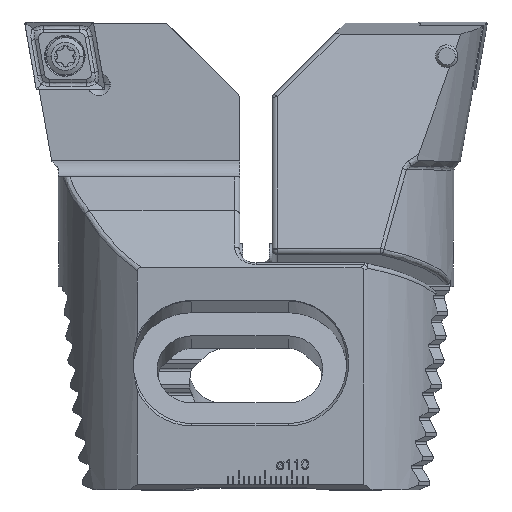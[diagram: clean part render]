
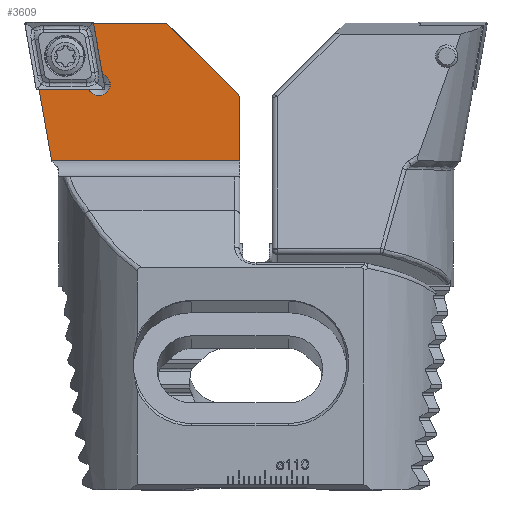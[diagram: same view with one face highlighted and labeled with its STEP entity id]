
A CAD part, top view. The second image highlights one B-rep face of the part: STEP entity #3609.
In plain terms, the highlighted planar face has unit normal (0, 0, 1).
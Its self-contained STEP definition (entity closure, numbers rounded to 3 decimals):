
#1282 = EDGE_CURVE ( 'NONE', #3664, #3656, #13332, .T. ) ;
#1283 = EDGE_CURVE ( 'NONE', #7457, #3664, #13328, .T. ) ;
#1284 = EDGE_CURVE ( 'NONE', #3545, #3667, #13335, .T. ) ;
#1285 = EDGE_CURVE ( 'NONE', #3666, #3667, #13338, .T. ) ;
#1286 = EDGE_CURVE ( 'NONE', #7121, #3666, #13340, .T. ) ;
#1287 = EDGE_CURVE ( 'NONE', #3656, #7199, #13344, .T. ) ;
#1758 = CARTESIAN_POINT ( 'NONE',  ( 39.25, -14.305, -0.3 ) ) ;
#1793 = DIRECTION ( 'NONE',  ( 0., 0., -1. ) ) ;
#1839 = CARTESIAN_POINT ( 'NONE',  ( 40.25, -13.891, -0.3 ) ) ;
#1847 = DIRECTION ( 'NONE',  ( -0.707, 0.707, 0. ) ) ;
#1867 = DIRECTION ( 'NONE',  ( 0., -1., 0. ) ) ;
#2358 = EDGE_CURVE ( 'NONE', #7457, #3233, #4830, .T. ) ;
#2620 = AXIS2_PLACEMENT_3D ( 'NONE', #8056, #8055, #8054 ) ;
#2679 = AXIS2_PLACEMENT_3D ( 'NONE', #4179, #4590, #4173 ) ;
#2834 = EDGE_CURVE ( 'NONE', #3541, #3545, #9447, .T. ) ;
#2842 = EDGE_CURVE ( 'NONE', #3541, #3233, #9455, .T. ) ;
#3233 = VERTEX_POINT ( 'NONE', #6625 ) ;
#3541 = VERTEX_POINT ( 'NONE', #8127 ) ;
#3545 = VERTEX_POINT ( 'NONE', #8121 ) ;
#3609 = ADVANCED_FACE ( 'NONE', ( #7779 ), #8059, .T. ) ;
#3656 = VERTEX_POINT ( 'NONE', #8246 ) ;
#3664 = VERTEX_POINT ( 'NONE', #8245 ) ;
#3666 = VERTEX_POINT ( 'NONE', #8250 ) ;
#3667 = VERTEX_POINT ( 'NONE', #8204 ) ;
#3903 = ORIENTED_EDGE ( 'NONE', *, *, #13035, .F. ) ;
#3972 = ORIENTED_EDGE ( 'NONE', *, *, #1286, .F. ) ;
#4107 = CARTESIAN_POINT ( 'NONE',  ( 77.145, -12.663, -0.3 ) ) ;
#4173 = DIRECTION ( 'NONE',  ( 0., -1., 0. ) ) ;
#4176 = DIRECTION ( 'NONE',  ( 1., 0., 0. ) ) ;
#4179 = CARTESIAN_POINT ( 'NONE',  ( 13.867, -11.7, -0.3 ) ) ;
#4230 = DIRECTION ( 'NONE',  ( -0.174, 0.985, 0. ) ) ;
#4318 = CARTESIAN_POINT ( 'NONE',  ( 77.145, -26., -0.3 ) ) ;
#4590 = DIRECTION ( 'NONE',  ( 0., 0., 1. ) ) ;
#4621 = CARTESIAN_POINT ( 'NONE',  ( 77.145, -0.2, -0.3 ) ) ;
#4639 = DIRECTION ( 'NONE',  ( -0.174, 0.985, 0. ) ) ;
#4642 = DIRECTION ( 'NONE',  ( -1., 0., 0. ) ) ;
#4643 = DIRECTION ( 'NONE',  ( -1., 0., 0. ) ) ;
#4644 = CARTESIAN_POINT ( 'NONE',  ( 14.757, -11.201, -0.3 ) ) ;
#4652 = CARTESIAN_POINT ( 'NONE',  ( 0.432, 0., -0.3 ) ) ;
#4830 = LINE ( 'NONE', #5347, #4833 ) ;
#4833 = VECTOR ( 'NONE', #5348, 1000. ) ;
#5347 = CARTESIAN_POINT ( 'NONE',  ( 40.25, -26.106, -0.3 ) ) ;
#5348 = DIRECTION ( 'NONE',  ( 0., 1., 0. ) ) ;
#5456 = ORIENTED_EDGE ( 'NONE', *, *, #1282, .F. ) ;
#5529 = ORIENTED_EDGE ( 'NONE', *, *, #2358, .T. ) ;
#5530 = ORIENTED_EDGE ( 'NONE', *, *, #1283, .F. ) ;
#6046 = AXIS2_PLACEMENT_3D ( 'NONE', #11938, #11940, #11942 ) ;
#6625 = CARTESIAN_POINT ( 'NONE',  ( 40.25, -14.305, -0.3 ) ) ;
#7015 = ORIENTED_EDGE ( 'NONE', *, *, #2834, .T. ) ;
#7017 = ORIENTED_EDGE ( 'NONE', *, *, #2842, .F. ) ;
#7121 = VERTEX_POINT ( 'NONE', #9388 ) ;
#7199 = VERTEX_POINT ( 'NONE', #9190 ) ;
#7457 = VERTEX_POINT ( 'NONE', #9404 ) ;
#7779 = FACE_OUTER_BOUND ( 'NONE', #10326, .T. ) ;
#8054 = DIRECTION ( 'NONE',  ( 0., -1., 0. ) ) ;
#8055 = DIRECTION ( 'NONE',  ( 0., 0., 1. ) ) ;
#8056 = CARTESIAN_POINT ( 'NONE',  ( 77.145, -0.2, -0.3 ) ) ;
#8059 = PLANE ( 'NONE',  #2620 ) ;
#8121 = CARTESIAN_POINT ( 'NONE',  ( 26.559, -0.2, -0.3 ) ) ;
#8127 = CARTESIAN_POINT ( 'NONE',  ( 39.957, -13.598, -0.3 ) ) ;
#8204 = CARTESIAN_POINT ( 'NONE',  ( 12.817, -0.2, -0.3 ) ) ;
#8245 = CARTESIAN_POINT ( 'NONE',  ( 5.017, -26., -0.3 ) ) ;
#8246 = CARTESIAN_POINT ( 'NONE',  ( 2.665, -12.663, -0.3 ) ) ;
#8250 = CARTESIAN_POINT ( 'NONE',  ( 14.491, -9.695, -0.3 ) ) ;
#9190 = CARTESIAN_POINT ( 'NONE',  ( 12.001, -12.663, -0.3 ) ) ;
#9388 = CARTESIAN_POINT ( 'NONE',  ( 15.967, -11.7, -0.3 ) ) ;
#9404 = CARTESIAN_POINT ( 'NONE',  ( 40.25, -26., -0.3 ) ) ;
#9445 = VECTOR ( 'NONE', #1847, 1000. ) ;
#9447 = LINE ( 'NONE', #1839, #9445 ) ;
#9455 = CIRCLE ( 'NONE', #9753, 1. ) ;
#9753 = AXIS2_PLACEMENT_3D ( 'NONE', #1758, #1793, #1867 ) ;
#10137 = CIRCLE ( 'NONE', #6046, 2.1 ) ;
#10326 = EDGE_LOOP ( 'NONE', ( #5456, #5530, #5529, #7017, #7015, #13637, #13630, #3972, #3903, #13718 ) ) ;
#11938 = CARTESIAN_POINT ( 'NONE',  ( 13.867, -11.7, -0.3 ) ) ;
#11940 = DIRECTION ( 'NONE',  ( 0., 0., 1. ) ) ;
#11942 = DIRECTION ( 'NONE',  ( 0., -1., 0. ) ) ;
#13035 = EDGE_CURVE ( 'NONE', #7199, #7121, #10137, .T. ) ;
#13328 = LINE ( 'NONE', #4318, #13339 ) ;
#13332 = LINE ( 'NONE', #4652, #13336 ) ;
#13335 = LINE ( 'NONE', #4621, #13342 ) ;
#13336 = VECTOR ( 'NONE', #4639, 1000. ) ;
#13338 = LINE ( 'NONE', #4644, #13345 ) ;
#13339 = VECTOR ( 'NONE', #4642, 1000. ) ;
#13340 = CIRCLE ( 'NONE', #2679, 2.1 ) ;
#13342 = VECTOR ( 'NONE', #4643, 1000. ) ;
#13344 = LINE ( 'NONE', #4107, #13350 ) ;
#13345 = VECTOR ( 'NONE', #4230, 1000. ) ;
#13350 = VECTOR ( 'NONE', #4176, 1000. ) ;
#13630 = ORIENTED_EDGE ( 'NONE', *, *, #1285, .F. ) ;
#13637 = ORIENTED_EDGE ( 'NONE', *, *, #1284, .T. ) ;
#13718 = ORIENTED_EDGE ( 'NONE', *, *, #1287, .F. ) ;
